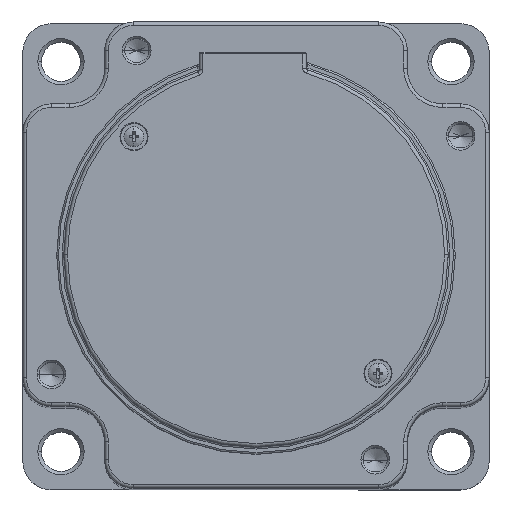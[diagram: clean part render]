
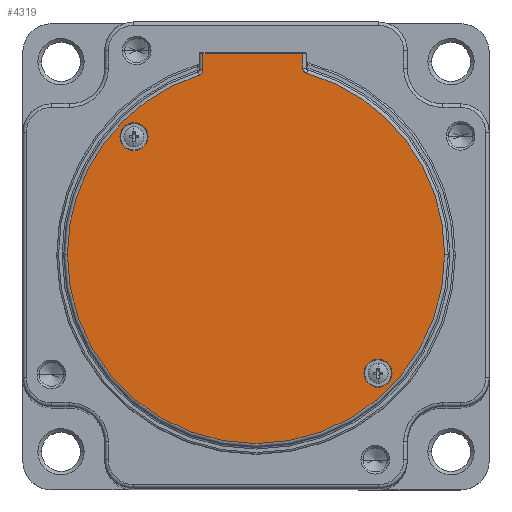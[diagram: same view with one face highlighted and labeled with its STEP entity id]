
A CAD part, top view. The second image highlights one B-rep face of the part: STEP entity #4319.
In plain terms, the highlighted face is planar.
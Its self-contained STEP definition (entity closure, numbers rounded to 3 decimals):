
#93 = EDGE_CURVE ( 'NONE', #1682, #9754, #12154, .T. ) ;
#297 = CIRCLE ( 'NONE', #17261, 1.5 ) ;
#654 = EDGE_CURVE ( 'NONE', #9754, #1682, #8201, .T. ) ;
#682 = DIRECTION ( 'NONE',  ( 0., 0., -1. ) ) ;
#822 = DIRECTION ( 'NONE',  ( 0., 0., -1. ) ) ;
#1682 = VERTEX_POINT ( 'NONE', #12794 ) ;
#2351 = AXIS2_PLACEMENT_3D ( 'NONE', #11591, #4423, #2977 ) ;
#2539 = AXIS2_PLACEMENT_3D ( 'NONE', #9571, #15484, #14064 ) ;
#2620 = CARTESIAN_POINT ( 'NONE',  ( 53., 0., 0. ) ) ;
#2977 = DIRECTION ( 'NONE',  ( 1., 0., 0. ) ) ;
#3009 = CARTESIAN_POINT ( 'NONE',  ( -13.104, 56.5, 0. ) ) ;
#3090 = EDGE_CURVE ( 'NONE', #3423, #9625, #11772, .T. ) ;
#3154 = VECTOR ( 'NONE', #8954, 1000. ) ;
#3193 = ORIENTED_EDGE ( 'NONE', *, *, #3090, .T. ) ;
#3411 = EDGE_CURVE ( 'NONE', #9718, #18937, #5947, .T. ) ;
#3418 = DIRECTION ( 'NONE',  ( 1., 0., 0. ) ) ;
#3423 = VERTEX_POINT ( 'NONE', #4320 ) ;
#3510 = EDGE_CURVE ( 'NONE', #18937, #5394, #8762, .T. ) ;
#3511 = ORIENTED_EDGE ( 'NONE', *, *, #12038, .T. ) ;
#3921 = VERTEX_POINT ( 'NONE', #17918 ) ;
#3955 = CARTESIAN_POINT ( 'NONE',  ( -13.104, 52.507, 0. ) ) ;
#4114 = ORIENTED_EDGE ( 'NONE', *, *, #18469, .T. ) ;
#4319 = ADVANCED_FACE ( 'NONE', ( #18159, #10902, #4907 ), #12363, .F. ) ;
#4320 = CARTESIAN_POINT ( 'NONE',  ( 14.896, 51.975, 0. ) ) ;
#4423 = DIRECTION ( 'NONE',  ( 0., 0., 1. ) ) ;
#4622 = EDGE_CURVE ( 'NONE', #17189, #12778, #9363, .T. ) ;
#4676 = AXIS2_PLACEMENT_3D ( 'NONE', #12671, #5877, #17679 ) ;
#4907 = FACE_OUTER_BOUND ( 'NONE', #11926, .T. ) ;
#4970 = AXIS2_PLACEMENT_3D ( 'NONE', #12210, #822, #18206 ) ;
#4997 = CARTESIAN_POINT ( 'NONE',  ( 0., 0., 0. ) ) ;
#5091 = DIRECTION ( 'NONE',  ( 1., 0., 0. ) ) ;
#5394 = VERTEX_POINT ( 'NONE', #7259 ) ;
#5668 = LINE ( 'NONE', #5749, #17850 ) ;
#5749 = CARTESIAN_POINT ( 'NONE',  ( 14.896, 0., 0. ) ) ;
#5877 = DIRECTION ( 'NONE',  ( 0., 0., 1. ) ) ;
#5947 = LINE ( 'NONE', #13319, #13663 ) ;
#6026 = CARTESIAN_POINT ( 'NONE',  ( 0., 0., 0. ) ) ;
#6392 = DIRECTION ( 'NONE',  ( 0., 0., 1. ) ) ;
#6685 = VERTEX_POINT ( 'NONE', #2620 ) ;
#7006 = EDGE_CURVE ( 'NONE', #5394, #3423, #5668, .T. ) ;
#7259 = CARTESIAN_POINT ( 'NONE',  ( 14.896, 56.5, 0. ) ) ;
#7281 = ORIENTED_EDGE ( 'NONE', *, *, #654, .T. ) ;
#7498 = DIRECTION ( 'NONE',  ( 0., 0., -1. ) ) ;
#7643 = ORIENTED_EDGE ( 'NONE', *, *, #3411, .T. ) ;
#7733 = CIRCLE ( 'NONE', #9269, 53. ) ;
#8201 = CIRCLE ( 'NONE', #2351, 3.95 ) ;
#8685 = CARTESIAN_POINT ( 'NONE',  ( 15.944, 50.545, 0. ) ) ;
#8762 = LINE ( 'NONE', #13218, #3154 ) ;
#8897 = CIRCLE ( 'NONE', #16953, 3.95 ) ;
#8954 = DIRECTION ( 'NONE',  ( 1., 0., 0. ) ) ;
#9269 = AXIS2_PLACEMENT_3D ( 'NONE', #6026, #7498, #16381 ) ;
#9353 = DIRECTION ( 'NONE',  ( 1., 0., 0. ) ) ;
#9363 = CIRCLE ( 'NONE', #12150, 53. ) ;
#9571 = CARTESIAN_POINT ( 'NONE',  ( 34.291, 33.23, 0. ) ) ;
#9625 = VERTEX_POINT ( 'NONE', #8685 ) ;
#9718 = VERTEX_POINT ( 'NONE', #3955 ) ;
#9754 = VERTEX_POINT ( 'NONE', #11951 ) ;
#9918 = CIRCLE ( 'NONE', #4970, 53. ) ;
#10380 = ORIENTED_EDGE ( 'NONE', *, *, #16708, .T. ) ;
#10545 = CARTESIAN_POINT ( 'NONE',  ( -34.291, -33.23, 0. ) ) ;
#10742 = CARTESIAN_POINT ( 'NONE',  ( -14.604, 52.507, 0. ) ) ;
#10880 = ORIENTED_EDGE ( 'NONE', *, *, #7006, .T. ) ;
#10902 = FACE_BOUND ( 'NONE', #18556, .T. ) ;
#11130 = CARTESIAN_POINT ( 'NONE',  ( 34.291, 33.23, 0. ) ) ;
#11404 = ORIENTED_EDGE ( 'NONE', *, *, #14128, .T. ) ;
#11472 = EDGE_CURVE ( 'NONE', #6685, #17189, #7733, .T. ) ;
#11584 = DIRECTION ( 'NONE',  ( 0., 1., 0. ) ) ;
#11591 = CARTESIAN_POINT ( 'NONE',  ( -34.291, -33.23, 0. ) ) ;
#11772 = CIRCLE ( 'NONE', #4676, 1.5 ) ;
#11926 = EDGE_LOOP ( 'NONE', ( #7643, #12386, #10880, #3193, #10380, #17465, #12768, #4114 ) ) ;
#11951 = CARTESIAN_POINT ( 'NONE',  ( -30.341, -33.23, 0. ) ) ;
#12038 = EDGE_CURVE ( 'NONE', #14076, #3921, #16719, .T. ) ;
#12150 = AXIS2_PLACEMENT_3D ( 'NONE', #4997, #682, #5091 ) ;
#12154 = CIRCLE ( 'NONE', #14642, 3.95 ) ;
#12210 = CARTESIAN_POINT ( 'NONE',  ( 0., 0., 0. ) ) ;
#12363 = PLANE ( 'NONE',  #17096 ) ;
#12386 = ORIENTED_EDGE ( 'NONE', *, *, #3510, .T. ) ;
#12590 = CARTESIAN_POINT ( 'NONE',  ( 30.341, 33.23, 0. ) ) ;
#12671 = CARTESIAN_POINT ( 'NONE',  ( 16.396, 51.975, 0. ) ) ;
#12768 = ORIENTED_EDGE ( 'NONE', *, *, #4622, .T. ) ;
#12778 = VERTEX_POINT ( 'NONE', #14084 ) ;
#12794 = CARTESIAN_POINT ( 'NONE',  ( -38.241, -33.23, 0. ) ) ;
#13218 = CARTESIAN_POINT ( 'NONE',  ( 14.896, 56.5, 0. ) ) ;
#13319 = CARTESIAN_POINT ( 'NONE',  ( -13.104, 0., 0. ) ) ;
#13663 = VECTOR ( 'NONE', #11584, 1000. ) ;
#14064 = DIRECTION ( 'NONE',  ( 1., 0., 0. ) ) ;
#14076 = VERTEX_POINT ( 'NONE', #12590 ) ;
#14084 = CARTESIAN_POINT ( 'NONE',  ( -14.202, 51.062, 0. ) ) ;
#14128 = EDGE_CURVE ( 'NONE', #3921, #14076, #8897, .T. ) ;
#14642 = AXIS2_PLACEMENT_3D ( 'NONE', #10545, #6392, #18003 ) ;
#14760 = ORIENTED_EDGE ( 'NONE', *, *, #93, .T. ) ;
#15348 = DIRECTION ( 'NONE',  ( 0., 0., 1. ) ) ;
#15484 = DIRECTION ( 'NONE',  ( 0., 0., 1. ) ) ;
#15669 = CARTESIAN_POINT ( 'NONE',  ( -53., 0., 0. ) ) ;
#15673 = EDGE_LOOP ( 'NONE', ( #7281, #14760 ) ) ;
#16381 = DIRECTION ( 'NONE',  ( 1., 0., 0. ) ) ;
#16652 = DIRECTION ( 'NONE',  ( 0., 0., 1. ) ) ;
#16708 = EDGE_CURVE ( 'NONE', #9625, #6685, #9918, .T. ) ;
#16719 = CIRCLE ( 'NONE', #2539, 3.95 ) ;
#16935 = DIRECTION ( 'NONE',  ( 0., 0., 1. ) ) ;
#16953 = AXIS2_PLACEMENT_3D ( 'NONE', #11130, #16935, #17049 ) ;
#17049 = DIRECTION ( 'NONE',  ( 1., 0., 0. ) ) ;
#17096 = AXIS2_PLACEMENT_3D ( 'NONE', #18261, #15348, #9353 ) ;
#17189 = VERTEX_POINT ( 'NONE', #15669 ) ;
#17261 = AXIS2_PLACEMENT_3D ( 'NONE', #10742, #16652, #3418 ) ;
#17465 = ORIENTED_EDGE ( 'NONE', *, *, #11472, .T. ) ;
#17679 = DIRECTION ( 'NONE',  ( 1., 0., 0. ) ) ;
#17850 = VECTOR ( 'NONE', #18815, 1000. ) ;
#17918 = CARTESIAN_POINT ( 'NONE',  ( 38.241, 33.23, 0. ) ) ;
#18003 = DIRECTION ( 'NONE',  ( 1., 0., 0. ) ) ;
#18159 = FACE_BOUND ( 'NONE', #15673, .T. ) ;
#18206 = DIRECTION ( 'NONE',  ( 1., 0., 0. ) ) ;
#18261 = CARTESIAN_POINT ( 'NONE',  ( 0., 0., 0. ) ) ;
#18469 = EDGE_CURVE ( 'NONE', #12778, #9718, #297, .T. ) ;
#18556 = EDGE_LOOP ( 'NONE', ( #11404, #3511 ) ) ;
#18815 = DIRECTION ( 'NONE',  ( 0., -1., 0. ) ) ;
#18937 = VERTEX_POINT ( 'NONE', #3009 ) ;
